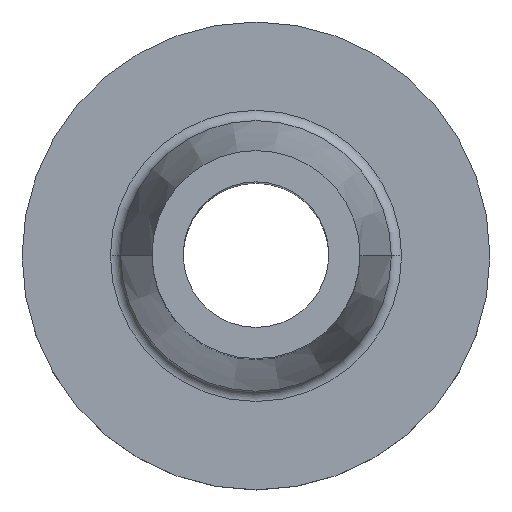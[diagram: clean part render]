
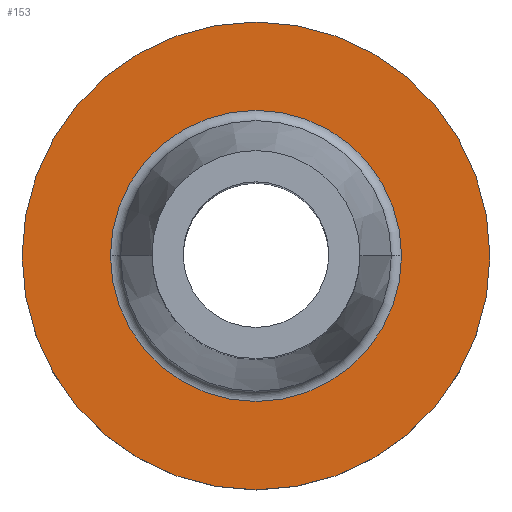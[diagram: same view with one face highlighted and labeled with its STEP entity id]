
A CAD part, top view. The second image highlights one B-rep face of the part: STEP entity #153.
In plain terms, the highlighted planar face has unit normal (0, 0, 1).
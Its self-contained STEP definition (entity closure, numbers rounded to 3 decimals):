
#2 = AXIS2_PLACEMENT_3D ( 'NONE', #52, #206, #385 ) ;
#12 = ORIENTED_EDGE ( 'NONE', *, *, #259, .F. ) ;
#21 = FACE_BOUND ( 'NONE', #300, .T. ) ;
#38 = AXIS2_PLACEMENT_3D ( 'NONE', #229, #310, #126 ) ;
#42 = CARTESIAN_POINT ( 'NONE',  ( -14., 0., 7. ) ) ;
#46 = EDGE_LOOP ( 'NONE', ( #236, #12 ) ) ;
#52 = CARTESIAN_POINT ( 'NONE',  ( 0., 0., 7. ) ) ;
#53 = AXIS2_PLACEMENT_3D ( 'NONE', #477, #184, #298 ) ;
#58 = ORIENTED_EDGE ( 'NONE', *, *, #162, .T. ) ;
#60 = DIRECTION ( 'NONE',  ( 0., 0., -1. ) ) ;
#65 = EDGE_CURVE ( 'NONE', #301, #132, #209, .T. ) ;
#102 = DIRECTION ( 'NONE',  ( -1., 0., 0. ) ) ;
#126 = DIRECTION ( 'NONE',  ( -1., 0., 0. ) ) ;
#132 = VERTEX_POINT ( 'NONE', #359 ) ;
#142 = CARTESIAN_POINT ( 'NONE',  ( 0., 0., 7. ) ) ;
#153 = ADVANCED_FACE ( 'NONE', ( #21, #470 ), #175, .T. ) ;
#161 = CARTESIAN_POINT ( 'NONE',  ( -22.5, 0., 7. ) ) ;
#162 = EDGE_CURVE ( 'NONE', #132, #301, #362, .T. ) ;
#175 = PLANE ( 'NONE',  #435 ) ;
#184 = DIRECTION ( 'NONE',  ( 0., 0., -1. ) ) ;
#206 = DIRECTION ( 'NONE',  ( 0., 0., -1. ) ) ;
#209 = CIRCLE ( 'NONE', #53, 14. ) ;
#229 = CARTESIAN_POINT ( 'NONE',  ( 0., 0., 7. ) ) ;
#236 = ORIENTED_EDGE ( 'NONE', *, *, #373, .F. ) ;
#250 = VERTEX_POINT ( 'NONE', #161 ) ;
#259 = EDGE_CURVE ( 'NONE', #292, #250, #334, .T. ) ;
#262 = CIRCLE ( 'NONE', #2, 22.5 ) ;
#275 = CARTESIAN_POINT ( 'NONE',  ( 22.5, 0., 7. ) ) ;
#287 = AXIS2_PLACEMENT_3D ( 'NONE', #142, #60, #102 ) ;
#290 = CARTESIAN_POINT ( 'NONE',  ( 0., 22.5, 7. ) ) ;
#292 = VERTEX_POINT ( 'NONE', #275 ) ;
#298 = DIRECTION ( 'NONE',  ( -1., 0., 0. ) ) ;
#300 = EDGE_LOOP ( 'NONE', ( #476, #58 ) ) ;
#301 = VERTEX_POINT ( 'NONE', #42 ) ;
#310 = DIRECTION ( 'NONE',  ( 0., 0., -1. ) ) ;
#334 = CIRCLE ( 'NONE', #38, 22.5 ) ;
#359 = CARTESIAN_POINT ( 'NONE',  ( 14., 0., 7. ) ) ;
#362 = CIRCLE ( 'NONE', #287, 14. ) ;
#363 = DIRECTION ( 'NONE',  ( 0., 0., 1. ) ) ;
#373 = EDGE_CURVE ( 'NONE', #250, #292, #262, .T. ) ;
#385 = DIRECTION ( 'NONE',  ( -1., 0., 0. ) ) ;
#430 = DIRECTION ( 'NONE',  ( 1., 0., 0. ) ) ;
#435 = AXIS2_PLACEMENT_3D ( 'NONE', #290, #363, #430 ) ;
#470 = FACE_OUTER_BOUND ( 'NONE', #46, .T. ) ;
#476 = ORIENTED_EDGE ( 'NONE', *, *, #65, .T. ) ;
#477 = CARTESIAN_POINT ( 'NONE',  ( 0., 0., 7. ) ) ;
